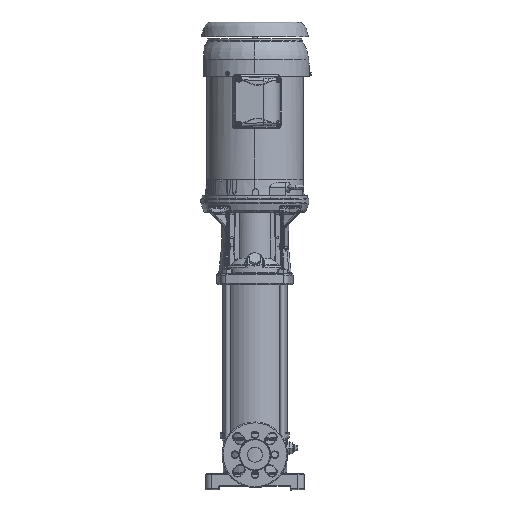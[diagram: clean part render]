
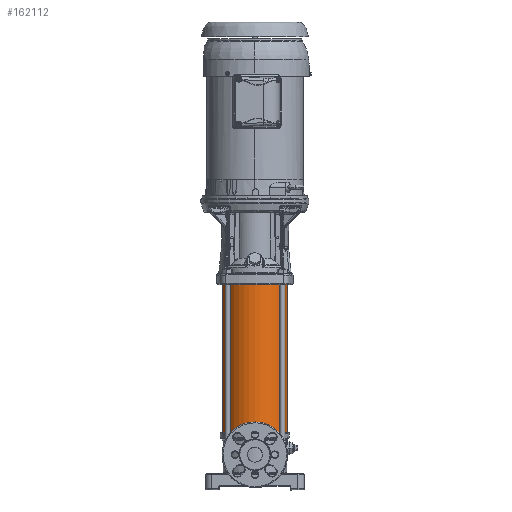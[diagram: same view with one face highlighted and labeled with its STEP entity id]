
A CAD part, top view. The second image highlights one B-rep face of the part: STEP entity #162112.
In plain terms, the highlighted cylindrical face has radius 68.75 mm (diameter 137.5 mm), a partial arc.
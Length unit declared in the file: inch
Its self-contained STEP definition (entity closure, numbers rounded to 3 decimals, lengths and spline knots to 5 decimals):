
#5870 = EDGE_CURVE ( 'NONE', #67532, #116364, #93169, .T. ) ;
#15060 = CARTESIAN_POINT ( 'NONE',  ( 0., 1.85827, -2.70669 ) ) ;
#17132 = LINE ( 'NONE', #86186, #74472 ) ;
#19894 = CYLINDRICAL_SURFACE ( 'NONE', #57219, 2.70669 ) ;
#32902 = AXIS2_PLACEMENT_3D ( 'NONE', #141833, #43272, #158329 ) ;
#33714 = DIRECTION ( 'NONE',  ( 0., 1., 0. ) ) ;
#35898 = DIRECTION ( 'NONE',  ( 0., 0., 1. ) ) ;
#42376 = VERTEX_POINT ( 'NONE', #89144 ) ;
#43272 = DIRECTION ( 'NONE',  ( 0., -1., 0. ) ) ;
#46982 = LINE ( 'NONE', #60803, #64966 ) ;
#47544 = CARTESIAN_POINT ( 'NONE',  ( 0., 1.54331, 0. ) ) ;
#49705 = DIRECTION ( 'NONE',  ( 0., 1., 0. ) ) ;
#51430 = EDGE_CURVE ( 'NONE', #63348, #42376, #150442, .T. ) ;
#52018 = AXIS2_PLACEMENT_3D ( 'NONE', #173967, #49705, #35898 ) ;
#54124 = ORIENTED_EDGE ( 'NONE', *, *, #174555, .T. ) ;
#57219 = AXIS2_PLACEMENT_3D ( 'NONE', #47544, #33714, #89889 ) ;
#60803 = CARTESIAN_POINT ( 'NONE',  ( 0., 1.54331, 2.70669 ) ) ;
#63348 = VERTEX_POINT ( 'NONE', #135925 ) ;
#64966 = VECTOR ( 'NONE', #131677, 39.37008 ) ;
#67532 = VERTEX_POINT ( 'NONE', #15060 ) ;
#74472 = VECTOR ( 'NONE', #113822, 39.37008 ) ;
#86186 = CARTESIAN_POINT ( 'NONE',  ( 0., 1.54331, -2.70669 ) ) ;
#87942 = ORIENTED_EDGE ( 'NONE', *, *, #51430, .T. ) ;
#89144 = CARTESIAN_POINT ( 'NONE',  ( 0., 14.30315, -2.70669 ) ) ;
#89889 = DIRECTION ( 'NONE',  ( 0., 0., 1. ) ) ;
#93169 = CIRCLE ( 'NONE', #52018, 2.70669 ) ;
#96059 = ORIENTED_EDGE ( 'NONE', *, *, #126952, .F. ) ;
#97154 = ORIENTED_EDGE ( 'NONE', *, *, #5870, .T. ) ;
#109853 = FACE_OUTER_BOUND ( 'NONE', #117811, .T. ) ;
#113822 = DIRECTION ( 'NONE',  ( 0., 1., 0. ) ) ;
#114089 = CARTESIAN_POINT ( 'NONE',  ( 0., 1.85827, 2.70669 ) ) ;
#116364 = VERTEX_POINT ( 'NONE', #114089 ) ;
#117811 = EDGE_LOOP ( 'NONE', ( #96059, #97154, #54124, #87942 ) ) ;
#126952 = EDGE_CURVE ( 'NONE', #67532, #42376, #17132, .T. ) ;
#131677 = DIRECTION ( 'NONE',  ( 0., 1., 0. ) ) ;
#135925 = CARTESIAN_POINT ( 'NONE',  ( 0., 14.30315, 2.70669 ) ) ;
#141833 = CARTESIAN_POINT ( 'NONE',  ( 0., 14.30315, 0. ) ) ;
#150442 = CIRCLE ( 'NONE', #32902, 2.70669 ) ;
#158329 = DIRECTION ( 'NONE',  ( 0., 0., -1. ) ) ;
#162112 = ADVANCED_FACE ( 'NONE', ( #109853 ), #19894, .T. ) ;
#173967 = CARTESIAN_POINT ( 'NONE',  ( 0., 1.85827, 0. ) ) ;
#174555 = EDGE_CURVE ( 'NONE', #116364, #63348, #46982, .T. ) ;
